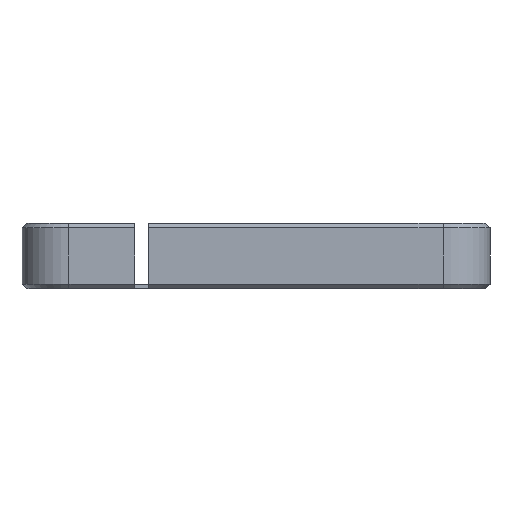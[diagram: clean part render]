
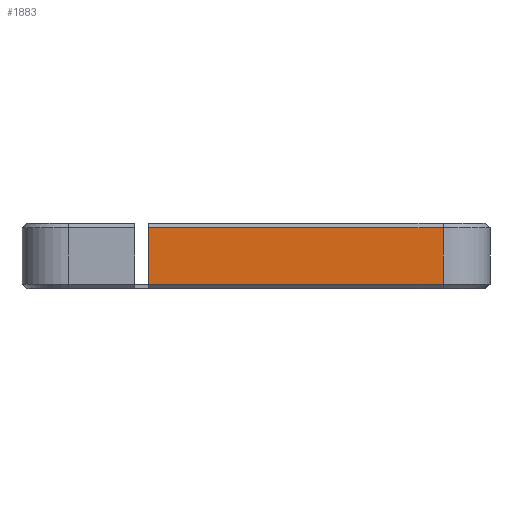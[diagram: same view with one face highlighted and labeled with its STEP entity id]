
A CAD part, left-side view. The second image highlights one B-rep face of the part: STEP entity #1883.
In plain terms, the highlighted planar face has unit normal (-1, 0, 0).
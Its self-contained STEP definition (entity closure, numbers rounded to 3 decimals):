
#69 = VERTEX_POINT ( 'NONE', #1629 ) ;
#71 = EDGE_LOOP ( 'NONE', ( #2050, #521, #1719, #542 ) ) ;
#87 = CARTESIAN_POINT ( 'NONE',  ( -61., -19.9, 0.5 ) ) ;
#127 = CARTESIAN_POINT ( 'NONE',  ( -61., -19.9, 7. ) ) ;
#194 = FACE_OUTER_BOUND ( 'NONE', #71, .T. ) ;
#342 = DIRECTION ( 'NONE',  ( 0., 0., -1. ) ) ;
#359 = DIRECTION ( 'NONE',  ( 1., 0., 0. ) ) ;
#521 = ORIENTED_EDGE ( 'NONE', *, *, #563, .T. ) ;
#523 = CARTESIAN_POINT ( 'NONE',  ( -61., -19.9, 6.5 ) ) ;
#542 = ORIENTED_EDGE ( 'NONE', *, *, #661, .T. ) ;
#545 = CARTESIAN_POINT ( 'NONE',  ( -61., 19.9, 6.5 ) ) ;
#563 = EDGE_CURVE ( 'NONE', #2001, #717, #824, .T. ) ;
#570 = DIRECTION ( 'NONE',  ( 0., -1., 0. ) ) ;
#591 = VECTOR ( 'NONE', #1941, 1000. ) ;
#622 = VECTOR ( 'NONE', #771, 1000. ) ;
#661 = EDGE_CURVE ( 'NONE', #1636, #69, #1079, .T. ) ;
#717 = VERTEX_POINT ( 'NONE', #2007 ) ;
#771 = DIRECTION ( 'NONE',  ( 0., 0., -1. ) ) ;
#824 = LINE ( 'NONE', #545, #1591 ) ;
#845 = DIRECTION ( 'NONE',  ( 0., 1., 0. ) ) ;
#1007 = PLANE ( 'NONE',  #1990 ) ;
#1079 = LINE ( 'NONE', #87, #2000 ) ;
#1162 = CARTESIAN_POINT ( 'NONE',  ( -61., 19.9, 7. ) ) ;
#1242 = EDGE_CURVE ( 'NONE', #2001, #69, #1580, .T. ) ;
#1307 = LINE ( 'NONE', #2065, #591 ) ;
#1458 = EDGE_CURVE ( 'NONE', #717, #1636, #1307, .T. ) ;
#1580 = LINE ( 'NONE', #127, #622 ) ;
#1591 = VECTOR ( 'NONE', #845, 1000. ) ;
#1629 = CARTESIAN_POINT ( 'NONE',  ( -61., -19.9, 0.5 ) ) ;
#1636 = VERTEX_POINT ( 'NONE', #1705 ) ;
#1705 = CARTESIAN_POINT ( 'NONE',  ( -61., 11.4, 0.5 ) ) ;
#1719 = ORIENTED_EDGE ( 'NONE', *, *, #1458, .T. ) ;
#1883 = ADVANCED_FACE ( 'NONE', ( #194 ), #1007, .F. ) ;
#1941 = DIRECTION ( 'NONE',  ( 0., 0., -1. ) ) ;
#1990 = AXIS2_PLACEMENT_3D ( 'NONE', #1162, #359, #342 ) ;
#2000 = VECTOR ( 'NONE', #570, 1000. ) ;
#2001 = VERTEX_POINT ( 'NONE', #523 ) ;
#2007 = CARTESIAN_POINT ( 'NONE',  ( -61., 11.4, 6.5 ) ) ;
#2050 = ORIENTED_EDGE ( 'NONE', *, *, #1242, .F. ) ;
#2065 = CARTESIAN_POINT ( 'NONE',  ( -61., 11.4, 17.112 ) ) ;
